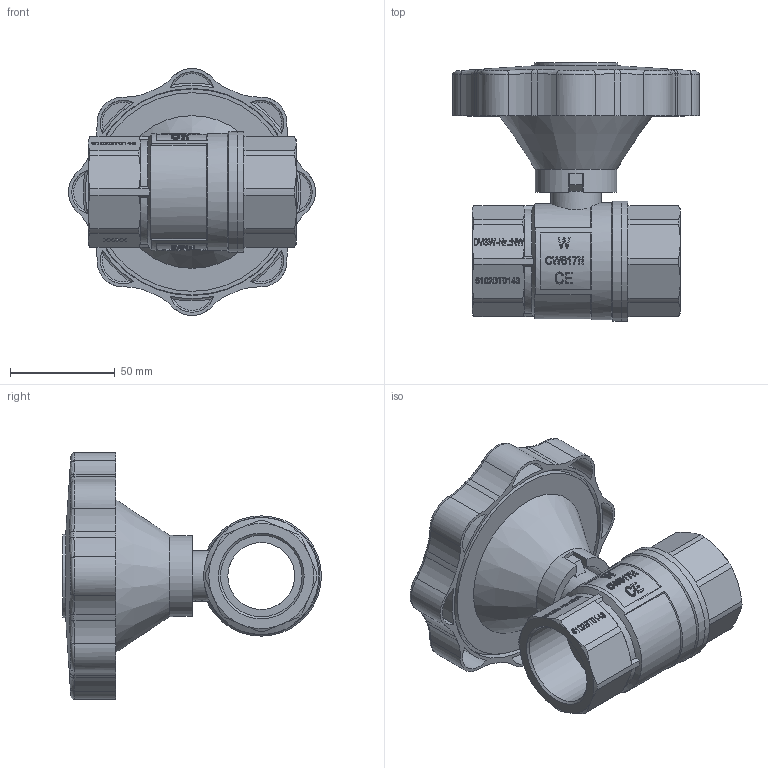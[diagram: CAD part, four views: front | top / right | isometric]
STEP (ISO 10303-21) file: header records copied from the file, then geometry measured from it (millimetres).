
FILE_DESCRIPTION(/* description */ ('Unknown'),/* implementation_level */ '2;1');
FILE_NAME(/* name */ '762-07',/* time_stamp */ '2022-08-09T09:03:40+02:00',/* author */ ('Unknown'),/* organization */ ('Unknown'),/* preprocessor_version */ 'ST-DEVELOPER v16.7',/* originating_system */ 'Solid Edge',/* authorisation */ 'Unknown');
FILE_SCHEMA (('AUTOMOTIVE_DESIGN {1 0 10303 214 3 1 1}'));
Products named in the file (11): 762-07; 96000762-09_Handle; 96000762-09_Handle cover; 96000762-09_Handle plate; 96000762-09_Handle body; 96000762-09_painter; Einschraubteil; Kvrper; bausatz-07.1.1.1_oa_0; 600-1_1_4-Stopfbuchse; 600-1_1_4-Spindel
Assembly tree (10 placements, depth 3):
  762-07
    96000762-09_Handle
      96000762-09_Handle cover
      96000762-09_Handle plate
      96000762-09_Handle body
      96000762-09_painter
    Einschraubteil
    Kvrper
    bausatz-07.1.1.1_oa_0
      600-1_1_4-Stopfbuchse
      600-1_1_4-Spindel
Bounding box: 118 x 123.75 x 118 mm (x, y, z)
Volume: 232230.2 mm3; surface area: 148074.1 mm2
Topology: 8 solids, 8 shells, 2012 faces, 5520 edges, 3661 vertices
Faces by surface type: plane 1654, cylinder 187, cone 75, bspline 75, torus 19, sphere 2
Full cylindrical faces by diameter (mm): 10.8 x1, 12 x4, 14 x2, 14.1 x1, 14.5 x1, 15 x1, 16 x1, 17.5 x4, 18 x1, 18.38 x1, 20 x5, 20.5 x1, 22.5 x2, 24 x1, 26.5 x1, 30 x1, 32 x2, 35.5 x1, 36 x1, 38.952 x2, 39 x1, 40 x2, 42 x2, 47 x1, 49.5 x1, 51 x1, 51.5 x1, 56 x1, 57.5 x2, 80.5 x1
Entity records: 78597 total; most frequent: CARTESIAN_POINT 15401, ORIENTED_EDGE 10862, DIRECTION 10536, EDGE_CURVE 5431, LINE 3690, VECTOR 3690, VERTEX_POINT 3645, AXIS2_PLACEMENT_3D 3423
